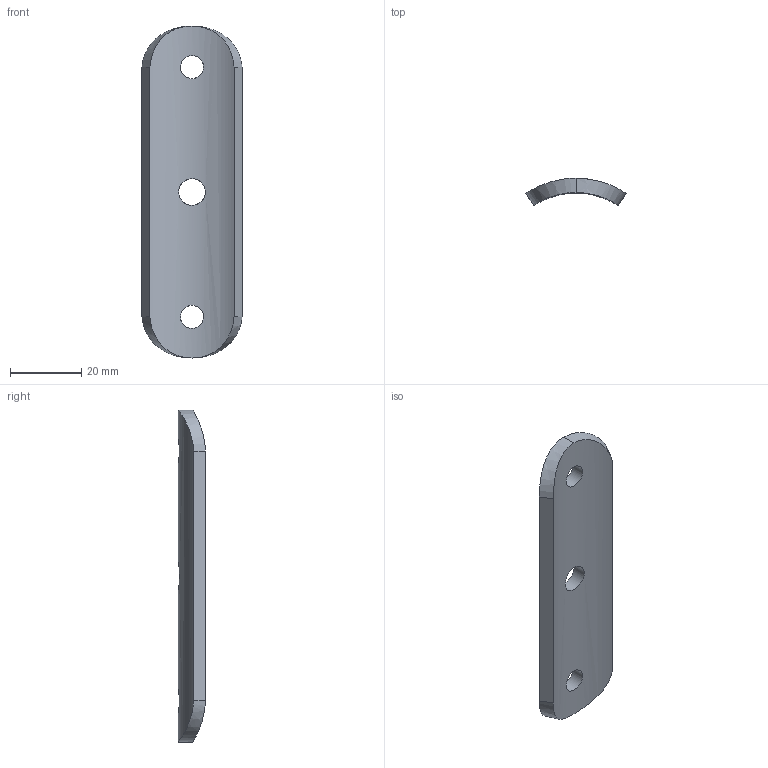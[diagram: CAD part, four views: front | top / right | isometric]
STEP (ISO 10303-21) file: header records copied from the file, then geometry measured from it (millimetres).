
FILE_DESCRIPTION(/* description */ (''),/* implementation_level */ '2;1');
FILE_NAME(/* name */ '44674.ipt.step',/* time_stamp */ '2022-07-20T08:06:21+02:00',/* author */ ('Abt. Technik'),/* organization */ (''),/* preprocessor_version */ 'ST-DEVELOPER v19.2',/* originating_system */ 'Autodesk Inventor 2023',/* authorisation */ '');
FILE_SCHEMA (('AUTOMOTIVE_DESIGN { 1 0 10303 214 3 1 1 }'));
Length unit declared in the file: millimetre
Products named in the file (1): 44674
Bounding box: 28.02 x 7.58 x 93 mm (x, y, z)
Volume: 9151.4 mm3; surface area: 5708.5 mm2
Topology: 1 solids, 1 shells, 11 faces, 33 edges, 24 vertices
Faces by surface type: cylinder 5, bspline 4, plane 2
Full cylindrical faces by diameter (mm): 6.5 x2, 7.5 x1
Entity records: 738 total; most frequent: CARTESIAN_POINT 429, ORIENTED_EDGE 66, EDGE_CURVE 33, DIRECTION 29, VERTEX_POINT 24, B_SPLINE_CURVE_WITH_KNOTS 20, EDGE_LOOP 17, LINE 13
